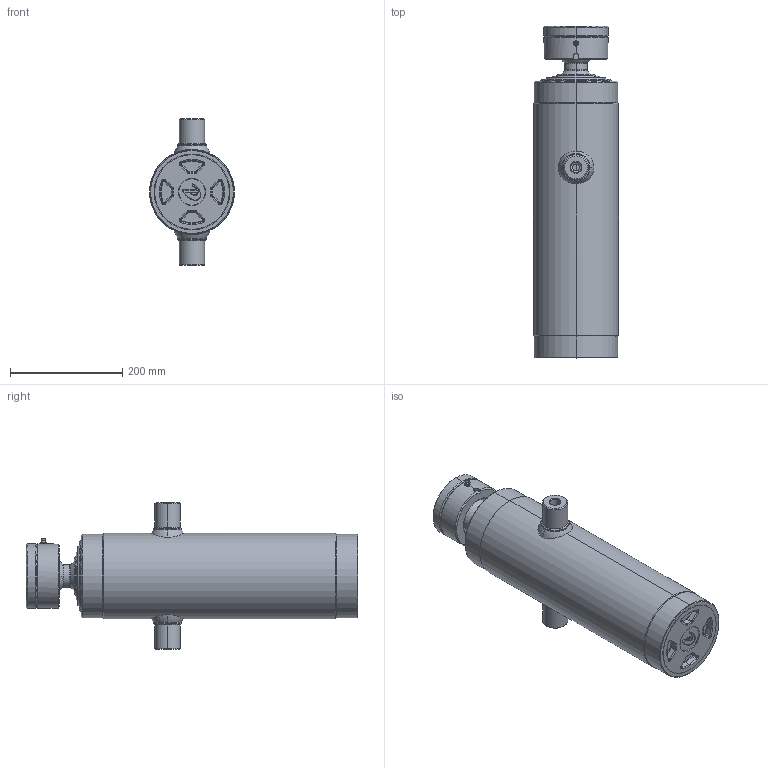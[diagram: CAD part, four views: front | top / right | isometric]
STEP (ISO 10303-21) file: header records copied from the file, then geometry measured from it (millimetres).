
FILE_DESCRIPTION (( 'STEP AP203' ), '1' );
FILE_NAME ('419.IR.STEP', '2014-01-21T07:18:57', ( '' ), ( '' ), 'SwSTEP 2.0', 'SolidWorks 2013', '' );
FILE_SCHEMA (( 'CONFIG_CONTROL_DESIGN' ));
Length unit declared in the file: millimetre
Products named in the file (28): TOURILLONS_TOUR45; JOINT TIGE_JTT68; JOINT TIGE_JTT107; Pièce1^TE314I; ECROU ROTULE FEMELLE Ø66; JOINT TIGE_JTT126; TE314I; RONDELLE ROTULE FEMELLE Ø66; JONCS INTERIEURS_JC77; TIGE_68_ROTULE_TI68311R; TU_126_TU126314; BASE ROTULE FEMELLE Ø6-rere; JONCS INTERIEURS_JC96; FONDS FORGES USINES_F126; TU_107_TU107311; GRAISSEUR; JONCS INTERIEURS_JC116; JOINT RACLEUR_JRT88; ROT66F; JOP_F126; JOINT RACLEUR_JRT107; 419.IR; TU_88_TU88311; JOINT RACLEUR_JRT126; TOURILLONS_TOUR4512; JOINT RACLEUR_JRT68; JOINT TIGE_JTT88
Assembly tree (28 placements, depth 3):
  419.IR
    TE314I
      TE314I
      TOURILLONS_TOUR4512
      TOURILLONS_TOUR45
      Pièce1^TE314I  x2
    TU_126_TU126314
    TU_107_TU107311
    TIGE_68_ROTULE_TI68311R
    FONDS FORGES USINES_F126
    JOINT RACLEUR_JRT88
    JOINT RACLEUR_JRT107
    JOINT RACLEUR_JRT126
    JOINT TIGE_JTT88
    JOINT TIGE_JTT107
    JOINT TIGE_JTT126
    JONCS INTERIEURS_JC77
    JONCS INTERIEURS_JC96
    JONCS INTERIEURS_JC116
    JOP_F126
    TU_88_TU88311
    JOINT RACLEUR_JRT68
    JOINT TIGE_JTT68
    ROT66F
      ECROU ROTULE FEMELLE Ø66
      RONDELLE ROTULE FEMELLE Ø66
      BASE ROTULE FEMELLE Ø6-rere
      GRAISSEUR
Bounding box: 151.5 x 591 x 260.5 mm (x, y, z)
Volume: 8469981 mm3; surface area: 1736242.3 mm2
Topology: 26 solids, 26 shells, 823 faces, 1826 edges, 1064 vertices
Faces by surface type: cylinder 300, cone 198, plane 137, torus 134, bspline 40, sphere 14
Entity records: 27821 total; most frequent: CARTESIAN_POINT 6617, DIRECTION 4227, ORIENTED_EDGE 3562, AXIS2_PLACEMENT_3D 1812, EDGE_CURVE 1781, VERTEX_POINT 1048, CIRCLE 1002, EDGE_LOOP 891
